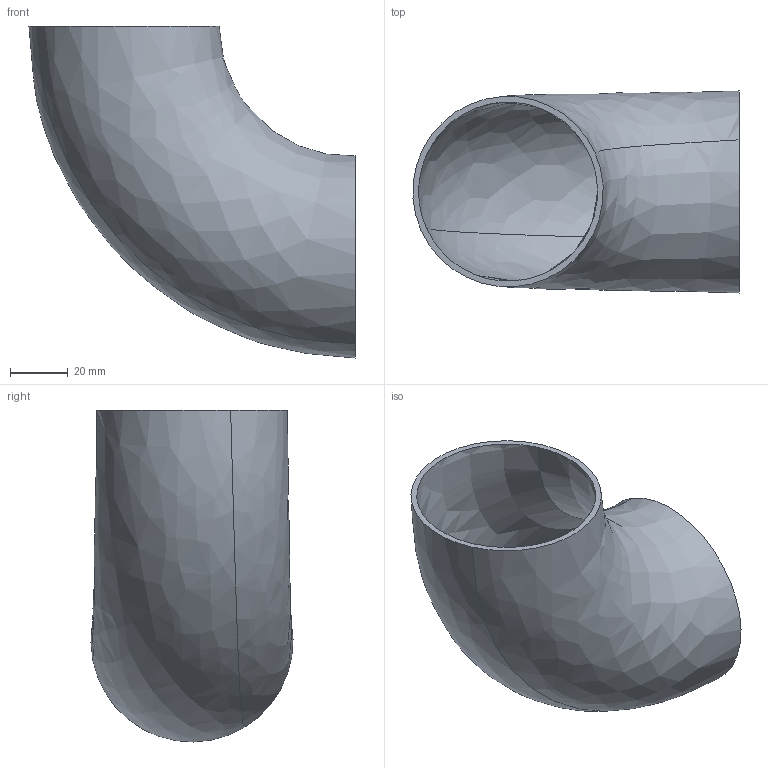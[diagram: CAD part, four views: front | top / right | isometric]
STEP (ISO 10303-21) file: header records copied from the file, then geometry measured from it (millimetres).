
FILE_DESCRIPTION (( 'STEP AP203' ), '1' );
FILE_NAME ('3D_M-3001GEB_70x2_174783935_174784045.STEP', '2024-09-12T06:24:52', ( '' ), ( '' ), 'SwSTEP 2.0', 'SolidWorks 2024', '' );
FILE_SCHEMA (( 'CONFIG_CONTROL_DESIGN' ));
Length unit declared in the file: millimetre
Products named in the file (1): 3D_M-3001GEB_70x2_174783935_174784045
Bounding box: 112.92 x 69.99 x 115 mm (x, y, z)
Volume: 52093 mm3; surface area: 52930.6 mm2
Topology: 1 solids, 1 shells, 6 faces, 12 edges, 8 vertices
Faces by surface type: bspline 4, plane 2
Entity records: 5614 total; most frequent: CARTESIAN_POINT 5428, ORIENTED_EDGE 24, DIRECTION 14, EDGE_CURVE 12, B_SPLINE_CURVE_WITH_KNOTS 8, VERTEX_POINT 8, EDGE_LOOP 8, PERSON_AND_ORGANIZATION 8
